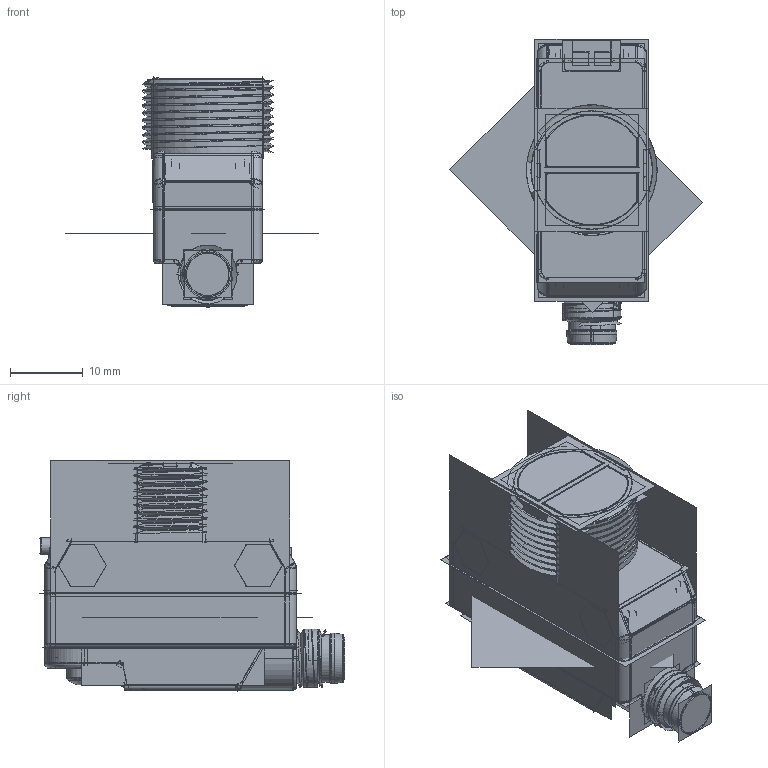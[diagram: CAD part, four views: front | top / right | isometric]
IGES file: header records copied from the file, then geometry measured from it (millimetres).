
Start section:  PTC IGES file: 200051.igs
Global section: file name: 200051.igs; native system: Creo Parametric by PTC Inc.; preprocessor: 2016260; author: pdmadmin; organization: Unknown; date: 20170420.131257; units: millimetre
Bounding box: 34.61 x 41.8 x 31.61 mm (x, y, z)
Volume: 6549.4 mm3; surface area: 78207.6 mm2
Topology: 13 solids, 14 shells, 2278 faces, 11386 edges, 14288 vertices
Faces by surface type: bspline 1140, revolution 1138
